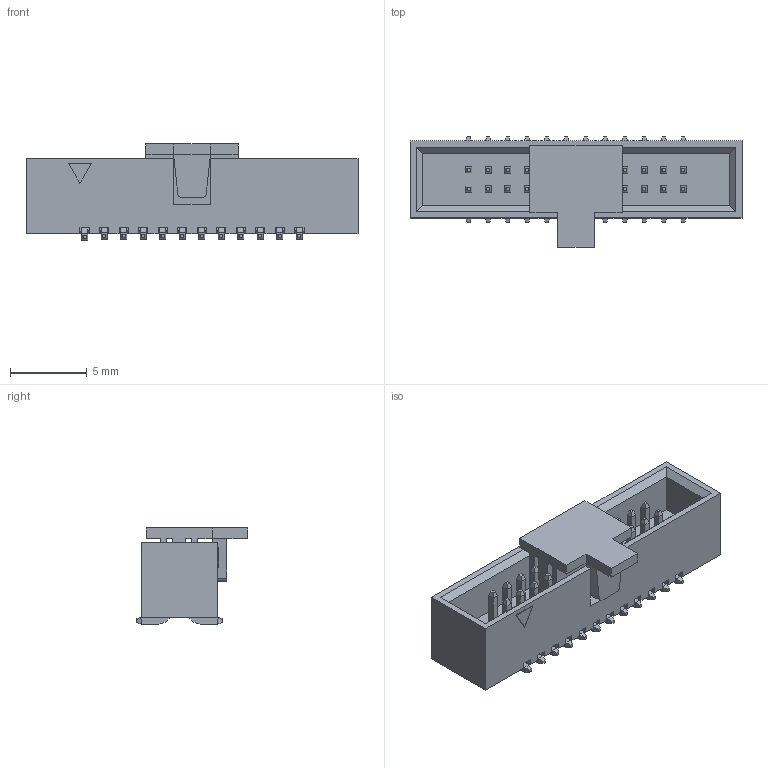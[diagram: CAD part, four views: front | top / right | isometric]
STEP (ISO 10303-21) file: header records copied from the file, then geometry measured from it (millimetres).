
FILE_DESCRIPTION(/* description */ ('Unknown'),/* implementation_level */ '2;1');
FILE_NAME(/* name */ '62732420621',/* time_stamp */ '2020-05-28T13:39:22+02:00',/* author */ ('Unknown'),/* organization */ ('Unknown'),/* preprocessor_version */ 'ST-DEVELOPER v16.7',/* originating_system */ 'DEX',/* authorisation */ $);
FILE_SCHEMA (('AUTOMOTIVE_DESIGN {1 0 10303 214 3 1 1}'));
Length unit declared in the file: millimetre
Products named in the file (4): 6273xx20621; 62702420621; 6270xx20621_PIN; 6273xx20621_Cap
Assembly tree (26 placements, depth 2):
  6273xx20621
    62702420621
    6270xx20621_PIN  x24
    6273xx20621_Cap
Bounding box: 21.59 x 7.22 x 6.26 mm (x, y, z)
Volume: 380.2 mm3; surface area: 1153.3 mm2
Topology: 26 solids, 26 shells, 749 faces, 1910 edges, 1190 vertices
Faces by surface type: plane 699, cylinder 50
Entity records: 13251 total; most frequent: CARTESIAN_POINT 1990, ORIENTED_EDGE 1980, DIRECTION 1722, EDGE_CURVE 990, LINE 982, VECTOR 982, VERTEX_POINT 638, AXIS2_PLACEMENT_3D 370
